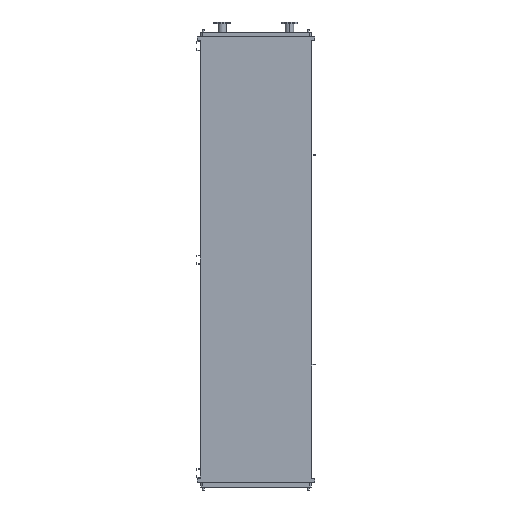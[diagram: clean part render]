
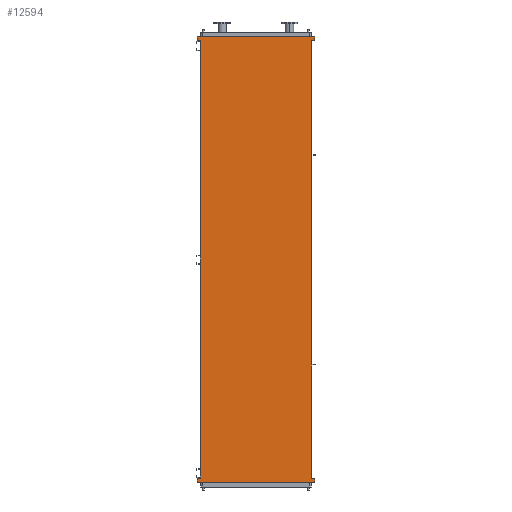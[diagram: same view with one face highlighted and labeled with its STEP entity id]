
A CAD part, front view. The second image highlights one B-rep face of the part: STEP entity #12594.
In plain terms, the highlighted planar face has unit normal (0, -1, 0).
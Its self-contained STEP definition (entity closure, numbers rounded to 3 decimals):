
#480 = VECTOR ( 'NONE', #12148, 1000. ) ;
#603 = EDGE_CURVE ( 'NONE', #8820, #12048, #12219, .T. ) ;
#699 = CARTESIAN_POINT ( 'NONE',  ( -771., 0., -5693. ) ) ;
#786 = EDGE_CURVE ( 'NONE', #15000, #10601, #14929, .T. ) ;
#881 = ORIENTED_EDGE ( 'NONE', *, *, #7204, .F. ) ;
#1241 = VERTEX_POINT ( 'NONE', #9934 ) ;
#1467 = VECTOR ( 'NONE', #2121, 1000. ) ;
#1633 = CARTESIAN_POINT ( 'NONE',  ( 771., 0., 43. ) ) ;
#1779 = CARTESIAN_POINT ( 'NONE',  ( -771., 0., 95. ) ) ;
#1895 = CARTESIAN_POINT ( 'NONE',  ( 725., 0., 43. ) ) ;
#2000 = VECTOR ( 'NONE', #4039, 1000. ) ;
#2020 = DIRECTION ( 'NONE',  ( -1., 0., 0. ) ) ;
#2121 = DIRECTION ( 'NONE',  ( 0., 0., -1. ) ) ;
#2147 = CARTESIAN_POINT ( 'NONE',  ( 771., 0., 43. ) ) ;
#2171 = CARTESIAN_POINT ( 'NONE',  ( 771., 0., 95. ) ) ;
#2318 = CARTESIAN_POINT ( 'NONE',  ( -771., 0., -5693. ) ) ;
#2324 = CARTESIAN_POINT ( 'NONE',  ( -771., 0., -5745. ) ) ;
#2348 = VECTOR ( 'NONE', #4117, 1000. ) ;
#2358 = DIRECTION ( 'NONE',  ( 1., 0., 0. ) ) ;
#2375 = VECTOR ( 'NONE', #7055, 1000. ) ;
#2519 = FACE_OUTER_BOUND ( 'NONE', #8246, .T. ) ;
#2566 = VERTEX_POINT ( 'NONE', #11746 ) ;
#2574 = VECTOR ( 'NONE', #2020, 1000. ) ;
#2645 = DIRECTION ( 'NONE',  ( 0., 0., 1. ) ) ;
#2685 = VECTOR ( 'NONE', #14220, 1000. ) ;
#2741 = DIRECTION ( 'NONE',  ( 0., 0., -1. ) ) ;
#2777 = VECTOR ( 'NONE', #2358, 1000. ) ;
#2792 = ORIENTED_EDGE ( 'NONE', *, *, #9369, .F. ) ;
#3132 = CARTESIAN_POINT ( 'NONE',  ( 771., 0., -5693. ) ) ;
#3751 = LINE ( 'NONE', #7547, #7327 ) ;
#4039 = DIRECTION ( 'NONE',  ( 0., 0., 1. ) ) ;
#4117 = DIRECTION ( 'NONE',  ( -1., 0., 0. ) ) ;
#4189 = LINE ( 'NONE', #11502, #2348 ) ;
#4707 = EDGE_CURVE ( 'NONE', #2566, #13633, #3751, .T. ) ;
#5067 = EDGE_CURVE ( 'NONE', #6632, #12780, #12989, .T. ) ;
#6632 = VERTEX_POINT ( 'NONE', #13555 ) ;
#6815 = LINE ( 'NONE', #2318, #2685 ) ;
#7055 = DIRECTION ( 'NONE',  ( 0., 0., 1. ) ) ;
#7204 = EDGE_CURVE ( 'NONE', #1241, #6632, #4189, .T. ) ;
#7252 = PLANE ( 'NONE',  #14898 ) ;
#7327 = VECTOR ( 'NONE', #13476, 1000. ) ;
#7529 = CARTESIAN_POINT ( 'NONE',  ( 725., 0., -5650. ) ) ;
#7547 = CARTESIAN_POINT ( 'NONE',  ( 725., 0., -5693. ) ) ;
#7702 = EDGE_CURVE ( 'NONE', #12780, #9548, #6815, .T. ) ;
#7772 = CARTESIAN_POINT ( 'NONE',  ( -771., 0., 43. ) ) ;
#7856 = CARTESIAN_POINT ( 'NONE',  ( 725., 0., 43. ) ) ;
#7904 = DIRECTION ( 'NONE',  ( 0., 0., -1. ) ) ;
#8121 = CARTESIAN_POINT ( 'NONE',  ( -725., 0., 43. ) ) ;
#8246 = EDGE_LOOP ( 'NONE', ( #9603, #15176, #2792, #13099, #10929, #12033, #8276, #10280, #11536, #881, #11828, #14966 ) ) ;
#8276 = ORIENTED_EDGE ( 'NONE', *, *, #9841, .F. ) ;
#8306 = CARTESIAN_POINT ( 'NONE',  ( -725., 0., -5693. ) ) ;
#8638 = EDGE_CURVE ( 'NONE', #13633, #1241, #13871, .T. ) ;
#8820 = VERTEX_POINT ( 'NONE', #8121 ) ;
#9160 = CARTESIAN_POINT ( 'NONE',  ( 771., 0., -5693. ) ) ;
#9369 = EDGE_CURVE ( 'NONE', #13258, #15000, #13735, .T. ) ;
#9548 = VERTEX_POINT ( 'NONE', #8306 ) ;
#9603 = ORIENTED_EDGE ( 'NONE', *, *, #10036, .T. ) ;
#9796 = VECTOR ( 'NONE', #12598, 1000. ) ;
#9841 = EDGE_CURVE ( 'NONE', #9548, #8820, #12076, .T. ) ;
#9934 = CARTESIAN_POINT ( 'NONE',  ( 771., 0., -5745. ) ) ;
#10036 = EDGE_CURVE ( 'NONE', #2566, #10601, #14394, .T. ) ;
#10280 = ORIENTED_EDGE ( 'NONE', *, *, #7702, .F. ) ;
#10437 = CARTESIAN_POINT ( 'NONE',  ( -771., 0., 95. ) ) ;
#10601 = VERTEX_POINT ( 'NONE', #1895 ) ;
#10901 = VERTEX_POINT ( 'NONE', #10437 ) ;
#10929 = ORIENTED_EDGE ( 'NONE', *, *, #12982, .F. ) ;
#11059 = CARTESIAN_POINT ( 'NONE',  ( -725., 0., -5650. ) ) ;
#11128 = CARTESIAN_POINT ( 'NONE',  ( -725., 0., -5650. ) ) ;
#11502 = CARTESIAN_POINT ( 'NONE',  ( 771., 0., -5745. ) ) ;
#11536 = ORIENTED_EDGE ( 'NONE', *, *, #5067, .F. ) ;
#11746 = CARTESIAN_POINT ( 'NONE',  ( 725., 0., -5693. ) ) ;
#11828 = ORIENTED_EDGE ( 'NONE', *, *, #8638, .F. ) ;
#12033 = ORIENTED_EDGE ( 'NONE', *, *, #603, .F. ) ;
#12048 = VERTEX_POINT ( 'NONE', #12767 ) ;
#12076 = LINE ( 'NONE', #11128, #480 ) ;
#12148 = DIRECTION ( 'NONE',  ( 0., 0., 1. ) ) ;
#12179 = VECTOR ( 'NONE', #2645, 1000. ) ;
#12219 = LINE ( 'NONE', #7772, #2574 ) ;
#12594 = ADVANCED_FACE ( 'NONE', ( #2519 ), #7252, .T. ) ;
#12598 = DIRECTION ( 'NONE',  ( -1., 0., 0. ) ) ;
#12767 = CARTESIAN_POINT ( 'NONE',  ( -771., 0., 43. ) ) ;
#12780 = VERTEX_POINT ( 'NONE', #699 ) ;
#12982 = EDGE_CURVE ( 'NONE', #12048, #10901, #14923, .T. ) ;
#12989 = LINE ( 'NONE', #2324, #2375 ) ;
#13099 = ORIENTED_EDGE ( 'NONE', *, *, #14771, .F. ) ;
#13258 = VERTEX_POINT ( 'NONE', #2171 ) ;
#13476 = DIRECTION ( 'NONE',  ( 1., 0., 0. ) ) ;
#13555 = CARTESIAN_POINT ( 'NONE',  ( -771., 0., -5745. ) ) ;
#13633 = VERTEX_POINT ( 'NONE', #9160 ) ;
#13735 = LINE ( 'NONE', #2147, #13898 ) ;
#13789 = LINE ( 'NONE', #14336, #2777 ) ;
#13871 = LINE ( 'NONE', #3132, #1467 ) ;
#13898 = VECTOR ( 'NONE', #7904, 1000. ) ;
#14220 = DIRECTION ( 'NONE',  ( 1., 0., 0. ) ) ;
#14336 = CARTESIAN_POINT ( 'NONE',  ( 771., 0., 95. ) ) ;
#14394 = LINE ( 'NONE', #7529, #12179 ) ;
#14493 = DIRECTION ( 'NONE',  ( 0., -1., 0. ) ) ;
#14771 = EDGE_CURVE ( 'NONE', #10901, #13258, #13789, .T. ) ;
#14898 = AXIS2_PLACEMENT_3D ( 'NONE', #11059, #14493, #2741 ) ;
#14923 = LINE ( 'NONE', #1779, #2000 ) ;
#14929 = LINE ( 'NONE', #7856, #9796 ) ;
#14966 = ORIENTED_EDGE ( 'NONE', *, *, #4707, .F. ) ;
#15000 = VERTEX_POINT ( 'NONE', #1633 ) ;
#15176 = ORIENTED_EDGE ( 'NONE', *, *, #786, .F. ) ;
